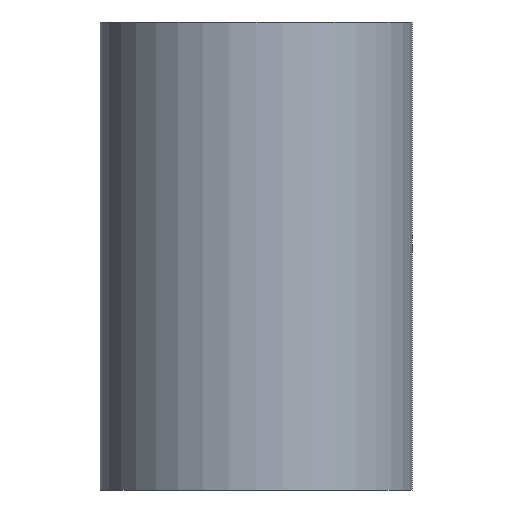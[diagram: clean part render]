
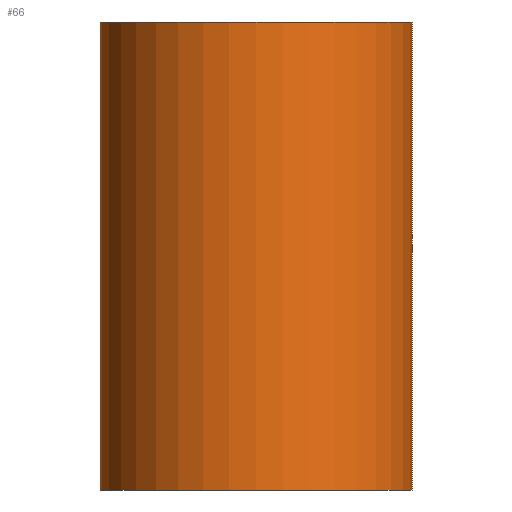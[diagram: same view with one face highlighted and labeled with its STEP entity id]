
A CAD part, front view. The second image highlights one B-rep face of the part: STEP entity #66.
In plain terms, the highlighted cylindrical face has radius 3.175 mm (diameter 6.35 mm), a partial arc.
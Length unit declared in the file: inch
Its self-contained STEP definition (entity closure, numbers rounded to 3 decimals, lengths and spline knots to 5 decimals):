
#18 = VERTEX_POINT ( 'NONE', #92 ) ;
#19 = VERTEX_POINT ( 'NONE', #95 ) ;
#20 = EDGE_LOOP ( 'NONE', ( #52, #56, #55, #65 ) ) ;
#22 = EDGE_CURVE ( 'NONE', #18, #37, #81, .T. ) ;
#30 = EDGE_CURVE ( 'NONE', #37, #19, #83, .T. ) ;
#37 = VERTEX_POINT ( 'NONE', #150 ) ;
#46 = EDGE_CURVE ( 'NONE', #18, #73, #163, .T. ) ;
#48 = EDGE_CURVE ( 'NONE', #73, #19, #124, .T. ) ;
#52 = ORIENTED_EDGE ( 'NONE', *, *, #30, .F. ) ;
#55 = ORIENTED_EDGE ( 'NONE', *, *, #46, .T. ) ;
#56 = ORIENTED_EDGE ( 'NONE', *, *, #22, .F. ) ;
#65 = ORIENTED_EDGE ( 'NONE', *, *, #48, .T. ) ;
#66 = ADVANCED_FACE ( 'NONE', ( #101 ), #161, .T. ) ;
#73 = VERTEX_POINT ( 'NONE', #100 ) ;
#80 = AXIS2_PLACEMENT_3D ( 'NONE', #85, #84, #89 ) ;
#81 = CIRCLE ( 'NONE', #80, 0.125 ) ;
#82 = CARTESIAN_POINT ( 'NONE',  ( 0.125, 0., 0.375 ) ) ;
#83 = LINE ( 'NONE', #82, #90 ) ;
#84 = DIRECTION ( 'NONE',  ( 0., 0., 1. ) ) ;
#85 = CARTESIAN_POINT ( 'NONE',  ( 0., 0., 0.375 ) ) ;
#88 = DIRECTION ( 'NONE',  ( 0., 0., -1. ) ) ;
#89 = DIRECTION ( 'NONE',  ( 1., 0., 0. ) ) ;
#90 = VECTOR ( 'NONE', #88, 39.37008 ) ;
#92 = CARTESIAN_POINT ( 'NONE',  ( -0.125, 0., 0.375 ) ) ;
#95 = CARTESIAN_POINT ( 'NONE',  ( 0.125, 0., 0. ) ) ;
#97 = DIRECTION ( 'NONE',  ( 0., 0., -1. ) ) ;
#98 = CARTESIAN_POINT ( 'NONE',  ( 0., 0., 0.375 ) ) ;
#100 = CARTESIAN_POINT ( 'NONE',  ( -0.125, 0., 0. ) ) ;
#101 = FACE_OUTER_BOUND ( 'NONE', #20, .T. ) ;
#117 = AXIS2_PLACEMENT_3D ( 'NONE', #98, #97, #140 ) ;
#118 = DIRECTION ( 'NONE',  ( 1., 0., 0. ) ) ;
#119 = DIRECTION ( 'NONE',  ( 0., 0., 1. ) ) ;
#124 = CIRCLE ( 'NONE', #162, 0.125 ) ;
#140 = DIRECTION ( 'NONE',  ( -1., 0., 0. ) ) ;
#150 = CARTESIAN_POINT ( 'NONE',  ( 0.125, 0., 0.375 ) ) ;
#155 = CARTESIAN_POINT ( 'NONE',  ( 0., 0., 0. ) ) ;
#158 = DIRECTION ( 'NONE',  ( 0., 0., -1. ) ) ;
#159 = VECTOR ( 'NONE', #158, 39.37008 ) ;
#160 = CARTESIAN_POINT ( 'NONE',  ( -0.125, 0., 0.375 ) ) ;
#161 = CYLINDRICAL_SURFACE ( 'NONE', #117, 0.125 ) ;
#162 = AXIS2_PLACEMENT_3D ( 'NONE', #155, #119, #118 ) ;
#163 = LINE ( 'NONE', #160, #159 ) ;
